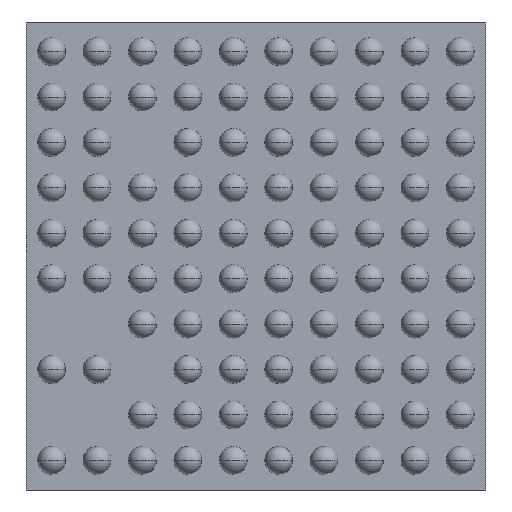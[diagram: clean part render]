
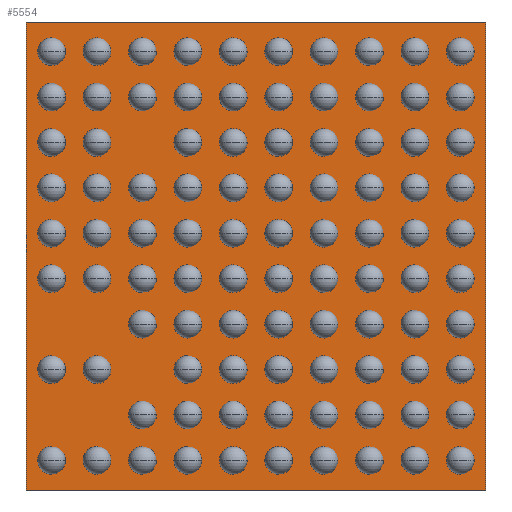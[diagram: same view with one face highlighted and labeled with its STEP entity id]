
A CAD part, front view. The second image highlights one B-rep face of the part: STEP entity #5554.
In plain terms, the highlighted planar face has unit normal (0, -1, 0).
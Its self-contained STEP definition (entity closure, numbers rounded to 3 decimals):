
#38 = CARTESIAN_POINT ( 'NONE',  ( 1.772, 0.18, -1.804 ) ) ;
#1263 = DIRECTION ( 'NONE',  ( -1., 0., 0. ) ) ;
#1316 = ORIENTED_EDGE ( 'NONE', *, *, #5675, .T. ) ;
#1543 = LINE ( 'NONE', #5151, #2969 ) ;
#1547 = CARTESIAN_POINT ( 'NONE',  ( 1.772, 0.18, 1.803 ) ) ;
#1677 = AXIS2_PLACEMENT_3D ( 'NONE', #2983, #7292, #1878 ) ;
#1878 = DIRECTION ( 'NONE',  ( 0., 0., 1. ) ) ;
#2129 = CARTESIAN_POINT ( 'NONE',  ( -1.772, 0.18, 1.803 ) ) ;
#2377 = VERTEX_POINT ( 'NONE', #1547 ) ;
#2430 = VERTEX_POINT ( 'NONE', #2129 ) ;
#2487 = VECTOR ( 'NONE', #1263, 1000. ) ;
#2797 = EDGE_CURVE ( 'NONE', #2377, #2430, #3775, .T. ) ;
#2969 = VECTOR ( 'NONE', #4466, 1000. ) ;
#2983 = CARTESIAN_POINT ( 'NONE',  ( 0., 0.18, 0. ) ) ;
#2988 = CARTESIAN_POINT ( 'NONE',  ( -1.772, 0.18, 1.803 ) ) ;
#3123 = CARTESIAN_POINT ( 'NONE',  ( -1.772, 0.18, -1.804 ) ) ;
#3775 = LINE ( 'NONE', #2988, #2487 ) ;
#3912 = EDGE_LOOP ( 'NONE', ( #5735, #5680, #1316, #4963 ) ) ;
#4267 = VERTEX_POINT ( 'NONE', #38 ) ;
#4466 = DIRECTION ( 'NONE',  ( 1., 0., 0. ) ) ;
#4590 = EDGE_CURVE ( 'NONE', #4267, #2377, #7130, .T. ) ;
#4963 = ORIENTED_EDGE ( 'NONE', *, *, #6667, .T. ) ;
#5151 = CARTESIAN_POINT ( 'NONE',  ( -1.772, 0.18, -1.804 ) ) ;
#5159 = VERTEX_POINT ( 'NONE', #3123 ) ;
#5370 = PLANE ( 'NONE',  #1677 ) ;
#5554 = ADVANCED_FACE ( 'NONE', ( #6022 ), #5370, .F. ) ;
#5597 = CARTESIAN_POINT ( 'NONE',  ( -1.772, 0.18, 1.803 ) ) ;
#5639 = LINE ( 'NONE', #5597, #5847 ) ;
#5675 = EDGE_CURVE ( 'NONE', #2430, #5159, #5639, .T. ) ;
#5680 = ORIENTED_EDGE ( 'NONE', *, *, #2797, .T. ) ;
#5735 = ORIENTED_EDGE ( 'NONE', *, *, #4590, .T. ) ;
#5847 = VECTOR ( 'NONE', #7363, 1000. ) ;
#6022 = FACE_OUTER_BOUND ( 'NONE', #3912, .T. ) ;
#6500 = VECTOR ( 'NONE', #7087, 1000. ) ;
#6667 = EDGE_CURVE ( 'NONE', #5159, #4267, #1543, .T. ) ;
#7087 = DIRECTION ( 'NONE',  ( 0., 0., 1. ) ) ;
#7130 = LINE ( 'NONE', #7172, #6500 ) ;
#7172 = CARTESIAN_POINT ( 'NONE',  ( 1.772, 0.18, 1.803 ) ) ;
#7292 = DIRECTION ( 'NONE',  ( 0., 1., 0. ) ) ;
#7363 = DIRECTION ( 'NONE',  ( 0., 0., -1. ) ) ;
